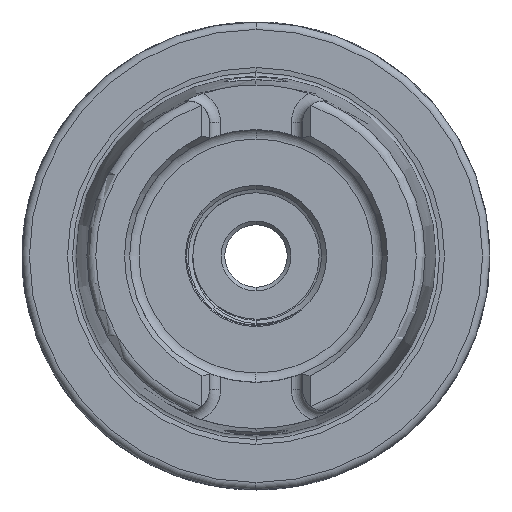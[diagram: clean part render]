
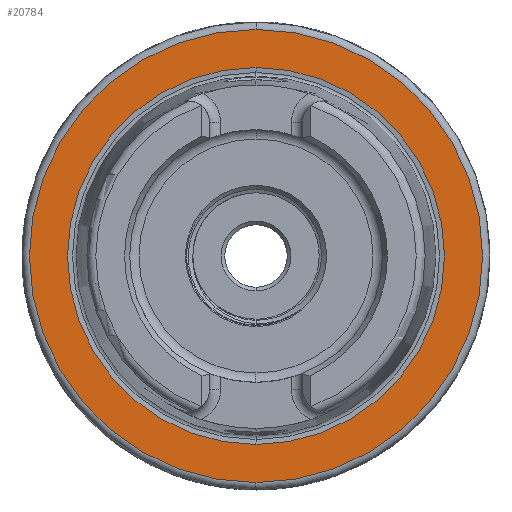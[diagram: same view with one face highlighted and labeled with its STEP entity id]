
A CAD part, left-side view. The second image highlights one B-rep face of the part: STEP entity #20784.
In plain terms, the highlighted planar face has unit normal (-1, 0, 0).
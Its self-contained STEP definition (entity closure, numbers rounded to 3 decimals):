
#815 = EDGE_LOOP ( 'NONE', ( #15947, #15948 ) ) ;
#816 = EDGE_LOOP ( 'NONE', ( #15950, #15949 ) ) ;
#1397 = AXIS2_PLACEMENT_3D ( 'NONE', #8140, #8142, #8144 ) ;
#1401 = AXIS2_PLACEMENT_3D ( 'NONE', #8146, #8148, #8150 ) ;
#8140 = CARTESIAN_POINT ( 'NONE',  ( 0., 0., 0. ) ) ;
#8142 = DIRECTION ( 'NONE',  ( 1., 0., 0. ) ) ;
#8144 = DIRECTION ( 'NONE',  ( 0., 0., -1. ) ) ;
#8146 = CARTESIAN_POINT ( 'NONE',  ( 0., 0., 0. ) ) ;
#8148 = DIRECTION ( 'NONE',  ( -1., 0., 0. ) ) ;
#8150 = DIRECTION ( 'NONE',  ( 0., 0., 1. ) ) ;
#12079 = VERTEX_POINT ( 'NONE', #14295 ) ;
#12092 = VERTEX_POINT ( 'NONE', #14307 ) ;
#13334 = CARTESIAN_POINT ( 'NONE',  ( 0., 0., -25.369 ) ) ;
#13722 = VERTEX_POINT ( 'NONE', #13334 ) ;
#13762 = VERTEX_POINT ( 'NONE', #20151 ) ;
#13931 = EDGE_CURVE ( 'NONE', #12092, #13722, #20938, .T. ) ;
#13944 = EDGE_CURVE ( 'NONE', #13762, #12079, #20945, .T. ) ;
#14295 = CARTESIAN_POINT ( 'NONE',  ( 0., 0., -30.5 ) ) ;
#14307 = CARTESIAN_POINT ( 'NONE',  ( 0., 0., 25.369 ) ) ;
#14652 = EDGE_CURVE ( 'NONE', #13722, #12092, #21010, .T. ) ;
#14653 = EDGE_CURVE ( 'NONE', #12079, #13762, #21011, .T. ) ;
#15365 = CARTESIAN_POINT ( 'NONE',  ( 0., 0., 0. ) ) ;
#15375 = DIRECTION ( 'NONE',  ( 1., 0., 0. ) ) ;
#15376 = DIRECTION ( 'NONE',  ( 0., 0., -1. ) ) ;
#15434 = CARTESIAN_POINT ( 'NONE',  ( 0., 0., 0. ) ) ;
#15435 = DIRECTION ( 'NONE',  ( -1., 0., 0. ) ) ;
#15436 = DIRECTION ( 'NONE',  ( 0., 0., 1. ) ) ;
#15947 = ORIENTED_EDGE ( 'NONE', *, *, #13944, .T. ) ;
#15948 = ORIENTED_EDGE ( 'NONE', *, *, #14653, .T. ) ;
#15949 = ORIENTED_EDGE ( 'NONE', *, *, #14652, .T. ) ;
#15950 = ORIENTED_EDGE ( 'NONE', *, *, #13931, .T. ) ;
#18354 = FACE_OUTER_BOUND ( 'NONE', #815, .T. ) ;
#18357 = FACE_BOUND ( 'NONE', #816, .T. ) ;
#18359 = AXIS2_PLACEMENT_3D ( 'NONE', #20647, #20648, #20649 ) ;
#20151 = CARTESIAN_POINT ( 'NONE',  ( 0., 0., 30.5 ) ) ;
#20646 = PLANE ( 'NONE',  #18359 ) ;
#20647 = CARTESIAN_POINT ( 'NONE',  ( 0., 25.369, 0. ) ) ;
#20648 = DIRECTION ( 'NONE',  ( -1., 0., 0. ) ) ;
#20649 = DIRECTION ( 'NONE',  ( 0., 0., 1. ) ) ;
#20784 = ADVANCED_FACE ( 'NONE', ( #18354, #18357 ), #20646, .T. ) ;
#20938 = CIRCLE ( 'NONE', #21198, 25.369 ) ;
#20945 = CIRCLE ( 'NONE', #21203, 30.5 ) ;
#21010 = CIRCLE ( 'NONE', #1397, 25.369 ) ;
#21011 = CIRCLE ( 'NONE', #1401, 30.5 ) ;
#21198 = AXIS2_PLACEMENT_3D ( 'NONE', #15365, #15375, #15376 ) ;
#21203 = AXIS2_PLACEMENT_3D ( 'NONE', #15434, #15435, #15436 ) ;
